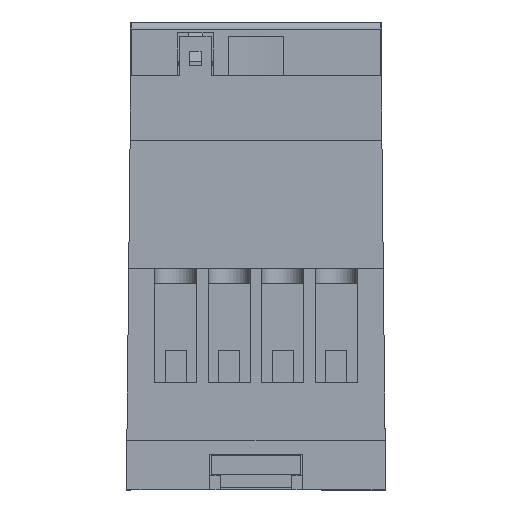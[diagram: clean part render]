
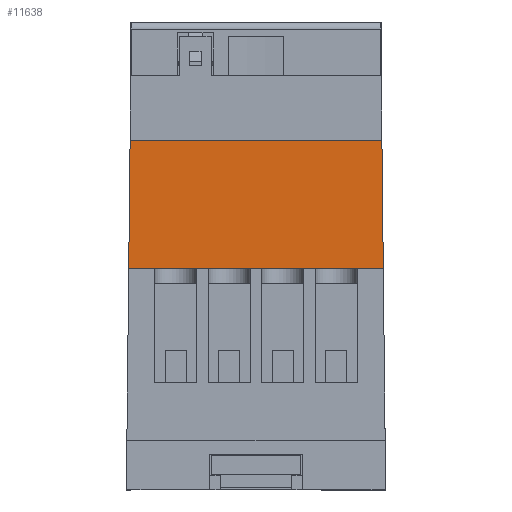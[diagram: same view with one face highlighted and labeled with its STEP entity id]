
A CAD part, front view. The second image highlights one B-rep face of the part: STEP entity #11638.
In plain terms, the highlighted face is planar.
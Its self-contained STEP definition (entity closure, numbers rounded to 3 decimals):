
#1609 = VERTEX_POINT ( 'NONE', #29983 ) ;
#1943 = VERTEX_POINT ( 'NONE', #28592 ) ;
#2023 = FACE_OUTER_BOUND ( 'NONE', #10845, .T. ) ;
#3610 = CARTESIAN_POINT ( 'NONE',  ( 17.842, 23.997, 33.75 ) ) ;
#3756 = CARTESIAN_POINT ( 'NONE',  ( -17.842, 24., 33.75 ) ) ;
#3921 = DIRECTION ( 'NONE',  ( 0., 1., 0. ) ) ;
#4185 = DIRECTION ( 'NONE',  ( -0.011, -1., 0. ) ) ;
#4770 = CARTESIAN_POINT ( 'NONE',  ( 18.1, 24., 33.75 ) ) ;
#6897 = EDGE_CURVE ( 'NONE', #13482, #53588, #25573, .T. ) ;
#7724 = LINE ( 'NONE', #3610, #29895 ) ;
#10845 = EDGE_LOOP ( 'NONE', ( #48222, #43029, #22659, #30580 ) ) ;
#11103 = CARTESIAN_POINT ( 'NONE',  ( 18.1, 42., 33.75 ) ) ;
#11638 = ADVANCED_FACE ( 'NONE', ( #2023 ), #28020, .F. ) ;
#12726 = DIRECTION ( 'NONE',  ( -1., 0., 0. ) ) ;
#12808 = AXIS2_PLACEMENT_3D ( 'NONE', #44693, #41157, #3921 ) ;
#13482 = VERTEX_POINT ( 'NONE', #45269 ) ;
#13511 = VECTOR ( 'NONE', #17361, 1000. ) ;
#14265 = EDGE_CURVE ( 'NONE', #1609, #53588, #50155, .T. ) ;
#17361 = DIRECTION ( 'NONE',  ( -1., 0., 0. ) ) ;
#20323 = DIRECTION ( 'NONE',  ( -0.011, 1., 0. ) ) ;
#22659 = ORIENTED_EDGE ( 'NONE', *, *, #6897, .F. ) ;
#25573 = LINE ( 'NONE', #4770, #13511 ) ;
#25795 = CARTESIAN_POINT ( 'NONE',  ( -17.838, 24.387, 33.75 ) ) ;
#28020 = PLANE ( 'NONE',  #12808 ) ;
#28592 = CARTESIAN_POINT ( 'NONE',  ( 17.648, 42., 33.75 ) ) ;
#29895 = VECTOR ( 'NONE', #20323, 1000. ) ;
#29983 = CARTESIAN_POINT ( 'NONE',  ( -17.648, 42., 33.75 ) ) ;
#30580 = ORIENTED_EDGE ( 'NONE', *, *, #52902, .T. ) ;
#35985 = LINE ( 'NONE', #11103, #44159 ) ;
#41157 = DIRECTION ( 'NONE',  ( 0., 0., -1. ) ) ;
#43029 = ORIENTED_EDGE ( 'NONE', *, *, #14265, .T. ) ;
#44159 = VECTOR ( 'NONE', #12726, 1000. ) ;
#44412 = EDGE_CURVE ( 'NONE', #1943, #1609, #35985, .T. ) ;
#44693 = CARTESIAN_POINT ( 'NONE',  ( 18.1, 24., 33.75 ) ) ;
#45269 = CARTESIAN_POINT ( 'NONE',  ( 17.842, 24., 33.75 ) ) ;
#48222 = ORIENTED_EDGE ( 'NONE', *, *, #44412, .T. ) ;
#50155 = LINE ( 'NONE', #25795, #51937 ) ;
#51937 = VECTOR ( 'NONE', #4185, 1000. ) ;
#52902 = EDGE_CURVE ( 'NONE', #13482, #1943, #7724, .T. ) ;
#53588 = VERTEX_POINT ( 'NONE', #3756 ) ;
